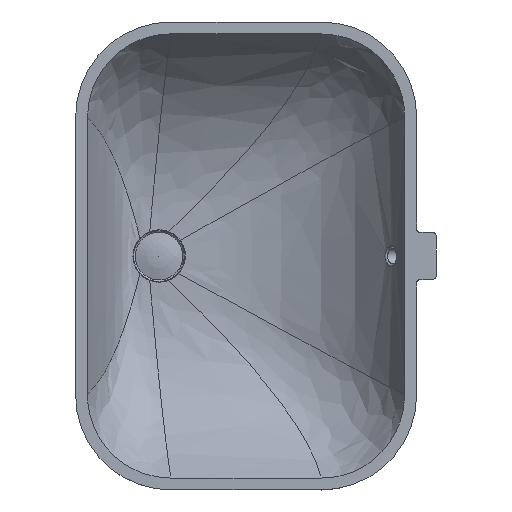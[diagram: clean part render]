
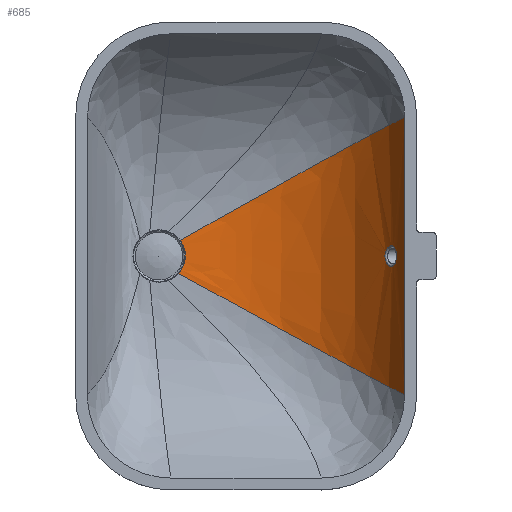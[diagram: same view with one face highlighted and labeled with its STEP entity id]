
A CAD part, top view. The second image highlights one B-rep face of the part: STEP entity #685.
In plain terms, the highlighted free-form (B-spline) face has degree [3, 3] with [10, 4] control points.
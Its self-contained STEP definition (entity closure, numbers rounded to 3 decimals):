
#516=CARTESIAN_POINT('',(12.215,-245.277,1.503));
#517=VERTEX_POINT('',#516);
#549=CARTESIAN_POINT('',(12.217,-245.278,1.505));
#550=CARTESIAN_POINT('',(11.567,-244.231,-0.004));
#551=CARTESIAN_POINT('',(9.452,-242.244,-2.792));
#552=CARTESIAN_POINT('',(4.351,-240.274,-5.449));
#553=CARTESIAN_POINT('',(-1.718,-239.894,-5.955));
#554=CARTESIAN_POINT('',(-6.76,-241.067,-4.393));
#555=CARTESIAN_POINT('',(-11.142,-243.47,-1.102));
#556=CARTESIAN_POINT('',(-13.186,-246.364,3.025));
#557=CARTESIAN_POINT('',(-12.947,-249.28,7.422));
#558=CARTESIAN_POINT('',(-11.651,-251.298,10.567));
#559=CARTESIAN_POINT('',(-8.916,-253.278,13.752));
#560=CARTESIAN_POINT('',(-4.35,-254.762,16.221));
#561=CARTESIAN_POINT('',(1.727,-255.075,16.754));
#562=CARTESIAN_POINT('',(7.408,-253.98,14.913));
#563=CARTESIAN_POINT('',(11.557,-251.666,11.143));
#564=CARTESIAN_POINT('',(13.376,-248.561,6.311));
#565=CARTESIAN_POINT('',(12.867,-246.325,3.014));
#566=CARTESIAN_POINT('',(12.217,-245.278,1.505));
#567=B_SPLINE_CURVE_WITH_KNOTS('',3,(#549,#550,#551,#552,#553,#554,#555,#556,#557,#558,#559,#560,#561,#562,#563,#564,#565,#566),.UNSPECIFIED.,.T.,.U.,(4,1,1,1,1,1,1,1,1,1,1,1,1,1,1,4),(0.0,0.459,0.917,1.376,1.834,2.14,2.751,3.057,3.362,3.668,4.127,4.585,5.044,5.502,5.961,6.419),.UNSPECIFIED.);
#568=EDGE_CURVE('',#517,#517,#567,.T.);
#593=CARTESIAN_POINT('',(-175.,-265.,35.0));
#594=CARTESIAN_POINT('',(-167.146,-265.,35.0));
#595=CARTESIAN_POINT('',(-143.884,-265.,35.));
#596=CARTESIAN_POINT('',(-92.805,-265.,35.));
#597=CARTESIAN_POINT('',(-32.014,-265.0,35.0));
#598=CARTESIAN_POINT('',(32.014,-265.0,35.));
#599=CARTESIAN_POINT('',(92.805,-265.,35.));
#600=CARTESIAN_POINT('',(143.884,-265.,35.0));
#601=CARTESIAN_POINT('',(167.146,-265.,35.0));
#602=CARTESIAN_POINT('',(175.,-265.,35.0));
#603=CARTESIAN_POINT('',(-151.009,-217.792,-62.808));
#604=CARTESIAN_POINT('',(-145.568,-217.712,-62.808));
#605=CARTESIAN_POINT('',(-126.953,-217.424,-62.808));
#606=CARTESIAN_POINT('',(-82.569,-216.854,-62.808));
#607=CARTESIAN_POINT('',(-28.408,-216.427,-62.808));
#608=CARTESIAN_POINT('',(28.969,-216.342,-62.808));
#609=CARTESIAN_POINT('',(83.068,-216.623,-62.808));
#610=CARTESIAN_POINT('',(127.357,-217.106,-62.808));
#611=CARTESIAN_POINT('',(145.911,-217.385,-62.808));
#612=CARTESIAN_POINT('',(151.326,-217.47,-62.808));
#613=CARTESIAN_POINT('',(-99.994,-122.789,-109.475));
#614=CARTESIAN_POINT('',(-96.994,-122.875,-109.475));
#615=CARTESIAN_POINT('',(-85.469,-123.17,-109.475));
#616=CARTESIAN_POINT('',(-56.251,-123.762,-109.475));
#617=CARTESIAN_POINT('',(-19.766,-124.203,-109.475));
#618=CARTESIAN_POINT('',(19.185,-124.292,-109.475));
#619=CARTESIAN_POINT('',(55.732,-124.001,-109.475));
#620=CARTESIAN_POINT('',(85.052,-123.5,-109.475));
#621=CARTESIAN_POINT('',(96.638,-123.214,-109.475));
#622=CARTESIAN_POINT('',(99.666,-123.123,-109.475));
#623=CARTESIAN_POINT('',(-21.956,20.008,-105.0));
#624=CARTESIAN_POINT('',(-21.419,19.52,-105.0));
#625=CARTESIAN_POINT('',(-19.436,17.759,-105.));
#626=CARTESIAN_POINT('',(-13.849,14.279,-105.));
#627=CARTESIAN_POINT('',(-6.089,11.67,-105.0));
#628=CARTESIAN_POINT('',(2.663,11.152,-105.));
#629=CARTESIAN_POINT('',(10.799,12.868,-105.));
#630=CARTESIAN_POINT('',(16.968,15.819,-105.));
#631=CARTESIAN_POINT('',(19.323,17.519,-105.0));
#632=CARTESIAN_POINT('',(20.022,18.043,-105.0));
#633=B_SPLINE_SURFACE_WITH_KNOTS('',3,3,((#593,#603,#613,#623),(#594,#604,#614,#624),(#595,#605,#615,#625),(#596,#606,#616,#626),(#597,#607,#617,#627),(#598,#608,#618,#628),(#599,#609,#619,#629),(#600,#610,#620,#630),(#601,#611,#621,#631),(#602,#612,#622,#632)),.UNSPECIFIED.,.F.,.F.,.U.,(4,1,1,1,1,1,1,4),(4,4),(0.0,0.143,0.286,0.429,0.571,0.714,0.857,1.0),(0.0,1.0),.UNSPECIFIED.);
#634=CARTESIAN_POINT('',(175.0,-265.,35.0));
#635=VERTEX_POINT('',#634);
#636=CARTESIAN_POINT('',(-175.,-265.,35.0));
#637=VERTEX_POINT('',#636);
#638=CARTESIAN_POINT('',(175.,-265.,35.0));
#639=CARTESIAN_POINT('',(167.146,-265.,35.0));
#640=CARTESIAN_POINT('',(143.884,-265.,35.0));
#641=CARTESIAN_POINT('',(92.805,-265.,35.));
#642=CARTESIAN_POINT('',(32.014,-265.0,35.));
#643=CARTESIAN_POINT('',(-32.014,-265.0,35.0));
#644=CARTESIAN_POINT('',(-92.805,-265.,35.));
#645=CARTESIAN_POINT('',(-143.884,-265.,35.));
#646=CARTESIAN_POINT('',(-167.146,-265.,35.0));
#647=CARTESIAN_POINT('',(-175.,-265.,35.0));
#648=B_SPLINE_CURVE_WITH_KNOTS('',3,(#638,#639,#640,#641,#642,#643,#644,#645,#646,#647),.UNSPECIFIED.,.F.,.U.,(4,1,1,1,1,1,1,4),(-1.0,-0.857,-0.714,-0.571,-0.429,-0.286,-0.143,0.0),.UNSPECIFIED.);
#649=EDGE_CURVE('',#635,#637,#648,.T.);
#650=ORIENTED_EDGE('',*,*,#649,.F.);
#651=CARTESIAN_POINT('',(20.022,18.043,-105.0));
#652=VERTEX_POINT('',#651);
#653=CARTESIAN_POINT('',(175.0,-265.,35.0));
#654=CARTESIAN_POINT('',(167.202,-249.345,2.785));
#655=CARTESIAN_POINT('',(156.369,-228.612,-23.881));
#656=CARTESIAN_POINT('',(114.26,-150.242,-88.001));
#657=CARTESIAN_POINT('',(73.434,-76.628,-108.001));
#658=CARTESIAN_POINT('',(20.022,18.043,-105.0));
#659=B_SPLINE_CURVE_WITH_KNOTS('',3,(#653,#654,#655,#656,#657,#658),.UNSPECIFIED.,.F.,.U.,(4,2,4),(0.0,0.329,1.0),.UNSPECIFIED.);
#660=EDGE_CURVE('',#635,#652,#659,.T.);
#661=ORIENTED_EDGE('',*,*,#660,.T.);
#662=CARTESIAN_POINT('',(-21.956,20.008,-105.0));
#663=VERTEX_POINT('',#662);
#664=CARTESIAN_POINT('',(0.223,44.443,-105.0));
#665=DIRECTION('',(0.0,0.0,1.0));
#666=DIRECTION('',(-1.0,0.0,0.0));
#667=AXIS2_PLACEMENT_3D('',#664,#665,#666);
#668=CIRCLE('',#667,33.0);
#669=EDGE_CURVE('',#663,#652,#668,.T.);
#670=ORIENTED_EDGE('',*,*,#669,.F.);
#671=CARTESIAN_POINT('',(-175.,-265.,35.0));
#672=CARTESIAN_POINT('',(-167.098,-249.451,2.785));
#673=CARTESIAN_POINT('',(-156.265,-228.718,-23.881));
#674=CARTESIAN_POINT('',(-114.473,-150.026,-88.001));
#675=CARTESIAN_POINT('',(-74.291,-75.757,-108.001));
#676=CARTESIAN_POINT('',(-21.956,20.008,-105.0));
#677=B_SPLINE_CURVE_WITH_KNOTS('',3,(#671,#672,#673,#674,#675,#676),.UNSPECIFIED.,.F.,.U.,(4,2,4),(0.0,0.329,1.0),.UNSPECIFIED.);
#678=EDGE_CURVE('',#637,#663,#677,.T.);
#679=ORIENTED_EDGE('',*,*,#678,.F.);
#680=EDGE_LOOP('',(#650,#661,#670,#679));
#681=FACE_OUTER_BOUND('',#680,.T.);
#682=ORIENTED_EDGE('',*,*,#568,.F.);
#683=EDGE_LOOP('',(#682));
#684=FACE_BOUND('',#683,.T.);
#685=ADVANCED_FACE('',(#681,#684),#633,.T.);
